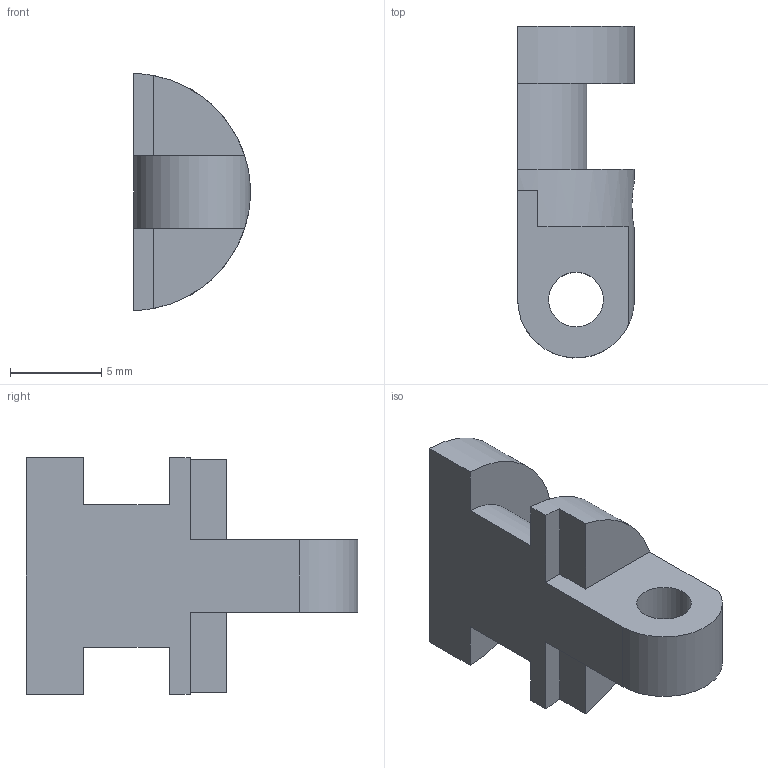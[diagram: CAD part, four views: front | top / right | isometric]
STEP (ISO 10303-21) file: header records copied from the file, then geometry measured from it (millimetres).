
FILE_DESCRIPTION(/* description */ (''),/* implementation_level */ '2;1');
FILE_NAME(/* name */ 'patin v15.step',/* time_stamp */ '2023-03-06T22:52:33+01:00',/* author */ (''),/* organization */ (''),/* preprocessor_version */ 'ST-DEVELOPER v19.2',/* originating_system */ 'Autodesk Translation Framework v11.17.0.187',/* authorisation */ '');
FILE_SCHEMA (('AUTOMOTIVE_DESIGN { 1 0 10303 214 3 1 1 }'));
Length unit declared in the file: millimetre
Products named in the file (1): patin
Bounding box: 6.4 x 18.2 x 13 mm (x, y, z)
Volume: 623.6 mm3; surface area: 706.2 mm2
Topology: 1 solids, 1 shells, 44 faces, 125 edges, 84 vertices
Faces by surface type: cylinder 27, plane 14, bspline 3
Full cylindrical faces by diameter (mm): 1.623 x6, 2.074 x4, 3 x1
Entity records: 2945 total; most frequent: CARTESIAN_POINT 1863, ORIENTED_EDGE 250, DIRECTION 169, EDGE_CURVE 125, VERTEX_POINT 84, AXIS2_PLACEMENT_3D 59, B_SPLINE_CURVE_WITH_KNOTS 57, LINE 51
